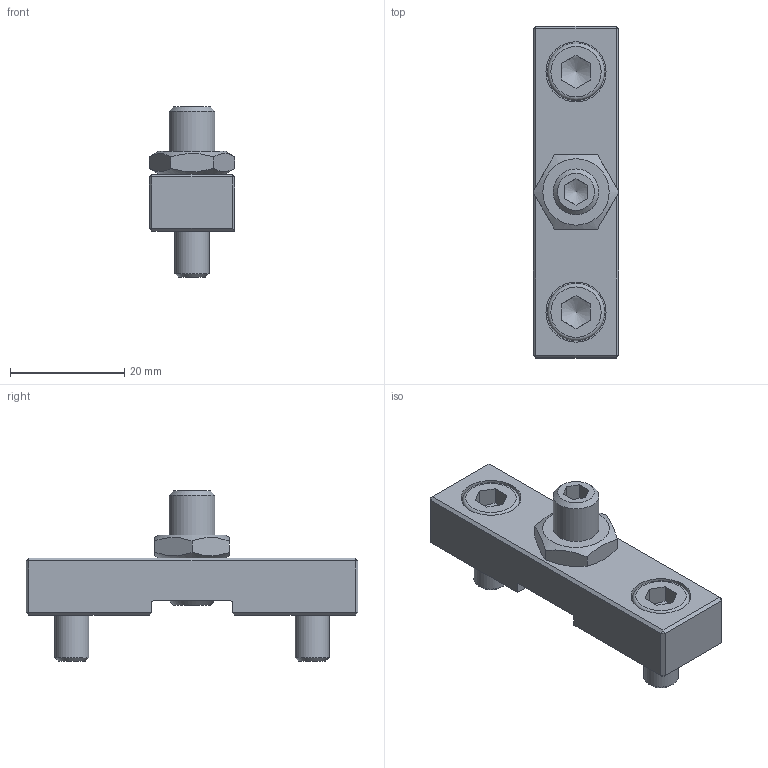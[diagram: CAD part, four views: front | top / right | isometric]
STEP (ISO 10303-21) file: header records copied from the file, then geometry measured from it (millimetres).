
FILE_DESCRIPTION(/* description */ (''),/* implementation_level */ '2;1');
FILE_NAME(/* name */ 'Z-PGC 50.stp',/* time_stamp */ '2019-11-05T16:12:30+01:00',/* author */ ('Emilio'),/* organization */ (''),/* preprocessor_version */ 'ST-DEVELOPER v17',/* originating_system */ 'Autodesk Inventor 2019',/* authorisation */ '');
FILE_SCHEMA (('AUTOMOTIVE_DESIGN { 1 0 10303 214 3 1 1 }'));
Length unit declared in the file: millimetre
Products named in the file (5): PGC 50-A8; ISO 4035 - M8DIN EN Classe 8.8; DIN 913 - M8 x 20 Acciaio, Dolce; DIN EN ISO 4762 - M6 x 12 Acciaio, Carbonio; PGC-TASSELLO.30344.13
Assembly tree (5 placements, depth 2):
  PGC 50-A8
    ISO 4035 - M8DIN EN Classe 8.8
    DIN 913 - M8 x 20 Acciaio, Dolce
    DIN EN ISO 4762 - M6 x 12 Acciaio, Carbonio  x2
    PGC-TASSELLO.30344.13
Bounding box: 15.01 x 58 x 29.73 mm (x, y, z)
Volume: 9355.2 mm3; surface area: 5942.4 mm2
Topology: 5 solids, 5 shells, 94 faces, 231 edges, 151 vertices
Faces by surface type: plane 66, cylinder 13, cone 11, torus 4
Full cylindrical faces by diameter (mm): 6 x2, 6.5 x2, 6.647 x2, 8 x1, 10 x2, 10.5 x2
Entity records: 2479 total; most frequent: CARTESIAN_POINT 449, DIRECTION 392, ORIENTED_EDGE 376, EDGE_CURVE 188, AXIS2_PLACEMENT_3D 140, VERTEX_POINT 122, LINE 112, VECTOR 112
